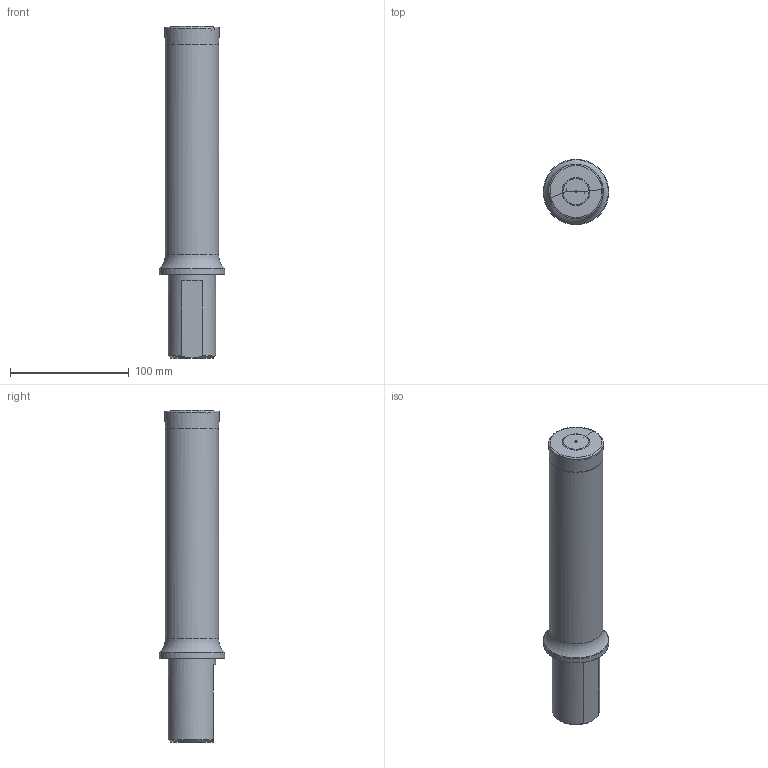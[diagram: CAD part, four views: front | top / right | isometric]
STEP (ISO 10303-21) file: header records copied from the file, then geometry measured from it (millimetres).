
FILE_DESCRIPTION(/* description */ (''),/* implementation_level */ '2;1');
FILE_NAME(/* name */ '804D_46_184_S40_115018035ndi000_00_SIM.stp',/* time_stamp */ '2020-08-31T09:03:35+02:00',/* author */ (''),/* organization */ (''),/* preprocessor_version */ 'ST-DEVELOPER v16.7',/* originating_system */ 'SIEMENS PLM Software NX 12.0',/* authorisation */ '');
FILE_SCHEMA (('AUTOMOTIVE_DESIGN { 1 0 10303 214 3 1 1 1 }'));
Length unit declared in the file: millimetre
Products named in the file (1): wq7006FC52F6ww45
Bounding box: 55 x 55 x 279 mm (x, y, z)
Volume: 433985.3 mm3; surface area: 53354.5 mm2
Topology: 2 solids, 2 shells, 31 faces, 62 edges, 37 vertices
Faces by surface type: plane 11, cone 8, revolution 6, cylinder 4, torus 2
Full cylindrical faces by diameter (mm): 8 x1, 40 x1, 45 x1, 55 x1
Entity records: 765 total; most frequent: CARTESIAN_POINT 169, DIRECTION 122, ORIENTED_EDGE 76, AXIS2_PLACEMENT_3D 54, EDGE_LOOP 52, FACE_BOUND 44, EDGE_CURVE 38, VERTEX_POINT 33
